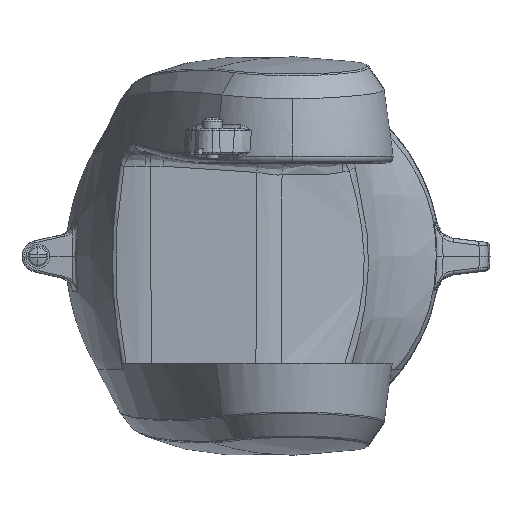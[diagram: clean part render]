
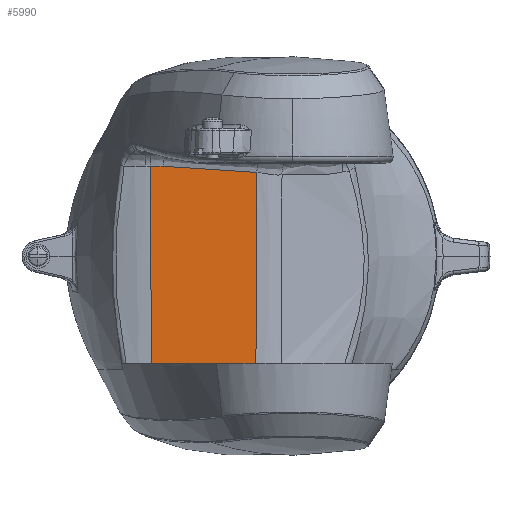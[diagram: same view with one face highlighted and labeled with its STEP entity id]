
A CAD part, top view. The second image highlights one B-rep face of the part: STEP entity #5990.
In plain terms, the highlighted planar face has unit normal (0, -0.018, 1).
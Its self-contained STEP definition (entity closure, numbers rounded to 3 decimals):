
#1449 = CARTESIAN_POINT ( 'NONE',  ( -51.507, 45.248, 112.672 ) ) ;
#1820 = CARTESIAN_POINT ( 'NONE',  ( -51.998, 150.075, 114.501 ) ) ;
#1875 = CARTESIAN_POINT ( 'NONE',  ( -47.714, 45.264, 112.672 ) ) ;
#2783 = CARTESIAN_POINT ( 'NONE',  ( -16.019, 42.862, 112.63 ) ) ;
#2928 = CARTESIAN_POINT ( 'NONE',  ( -31.897, 43.789, 112.646 ) ) ;
#3205 = CARTESIAN_POINT ( 'NONE',  ( -33.003, 43.876, 112.648 ) ) ;
#3341 = CARTESIAN_POINT ( 'NONE',  ( -45.121, 45.129, 112.669 ) ) ;
#4001 = LINE ( 'NONE', #1820, #14004 ) ;
#4063 = EDGE_CURVE ( 'NONE', #6315, #13459, #12809, .T. ) ;
#4547 = EDGE_CURVE ( 'NONE', #19613, #6315, #4001, .T. ) ;
#5104 = CARTESIAN_POINT ( 'NONE',  ( -32.563, 43.841, 112.647 ) ) ;
#5382 = CARTESIAN_POINT ( 'NONE',  ( -23.87, 43.256, 112.637 ) ) ;
#5946 = CARTESIAN_POINT ( 'NONE',  ( -46.156, 45.226, 112.671 ) ) ;
#5990 = ADVANCED_FACE ( 'NONE', ( #12419 ), #18854, .T. ) ;
#6029 = EDGE_CURVE ( 'NONE', #13459, #25755, #20161, .T. ) ;
#6036 = DIRECTION ( 'NONE',  ( 0.005, -1., -0.017 ) ) ;
#6315 = VERTEX_POINT ( 'NONE', #10200 ) ;
#6512 = VECTOR ( 'NONE', #21727, 1000. ) ;
#6976 = VERTEX_POINT ( 'NONE', #26895 ) ;
#7715 = CARTESIAN_POINT ( 'NONE',  ( -21.616, 43.136, 112.635 ) ) ;
#7863 = CARTESIAN_POINT ( 'NONE',  ( 1.937, 42.033, 112.615 ) ) ;
#8009 = CARTESIAN_POINT ( 'NONE',  ( -48.06, 45.261, 112.672 ) ) ;
#8597 = CARTESIAN_POINT ( 'NONE',  ( 1.481, -54., 110.939 ) ) ;
#8625 = ORIENTED_EDGE ( 'NONE', *, *, #4063, .T. ) ;
#10057 = CARTESIAN_POINT ( 'NONE',  ( 0.587, 42.106, 112.617 ) ) ;
#10200 = CARTESIAN_POINT ( 'NONE',  ( -51.043, -54., 110.939 ) ) ;
#10227 = CARTESIAN_POINT ( 'NONE',  ( 8., 150., 114.5 ) ) ;
#10490 = CARTESIAN_POINT ( 'NONE',  ( -45.364, 45.161, 112.67 ) ) ;
#10801 = CARTESIAN_POINT ( 'NONE',  ( 1.785, 10.022, 112.057 ) ) ;
#11135 = AXIS2_PLACEMENT_3D ( 'NONE', #10227, #19141, #19282 ) ;
#11681 = CARTESIAN_POINT ( 'NONE',  ( -37.609, 44.251, 112.654 ) ) ;
#11831 = CARTESIAN_POINT ( 'NONE',  ( -41.504, 44.657, 112.661 ) ) ;
#11969 = CARTESIAN_POINT ( 'NONE',  ( -30.307, 43.669, 112.644 ) ) ;
#12109 = CARTESIAN_POINT ( 'NONE',  ( -33.177, 43.89, 112.648 ) ) ;
#12419 = FACE_OUTER_BOUND ( 'NONE', #24755, .T. ) ;
#12667 = CARTESIAN_POINT ( 'NONE',  ( 8., -54., 110.939 ) ) ;
#12809 = LINE ( 'NONE', #12667, #6512 ) ;
#13459 = VERTEX_POINT ( 'NONE', #20527 ) ;
#13531 = ORIENTED_EDGE ( 'NONE', *, *, #21722, .T. ) ;
#14004 = VECTOR ( 'NONE', #6036, 1000. ) ;
#14443 = CARTESIAN_POINT ( 'NONE',  ( -20.496, 43.079, 112.634 ) ) ;
#16028 = EDGE_CURVE ( 'NONE', #25755, #6976, #27884, .T. ) ;
#16239 = CARTESIAN_POINT ( 'NONE',  ( -26.978, 43.439, 112.64 ) ) ;
#16653 = CARTESIAN_POINT ( 'NONE',  ( -1.903, 42.23, 112.619 ) ) ;
#16756 = CARTESIAN_POINT ( 'NONE',  ( 1.937, 42.033, 112.615 ) ) ;
#16799 = CARTESIAN_POINT ( 'NONE',  ( -46.616, 45.248, 112.672 ) ) ;
#17362 = CARTESIAN_POINT ( 'NONE',  ( -45.746, 45.2, 112.671 ) ) ;
#17698 = ORIENTED_EDGE ( 'NONE', *, *, #16028, .T. ) ;
#18558 = CARTESIAN_POINT ( 'NONE',  ( -5.092, 42.377, 112.621 ) ) ;
#18832 = CARTESIAN_POINT ( 'NONE',  ( -21.402, 43.125, 112.634 ) ) ;
#18854 = PLANE ( 'NONE',  #11135 ) ;
#19141 = DIRECTION ( 'NONE',  ( 0., -0.017, 1. ) ) ;
#19282 = DIRECTION ( 'NONE',  ( 0., 1., 0.017 ) ) ;
#19613 = VERTEX_POINT ( 'NONE', #26291 ) ;
#20161 = B_SPLINE_CURVE_WITH_KNOTS ( 'NONE', 3,
 ( #8597, #24532, #10801, #24238 ),
 .UNSPECIFIED., .F., .F.,
 ( 4, 4 ),
 ( 0., 1. ),
 .UNSPECIFIED. ) ;
#20298 = ORIENTED_EDGE ( 'NONE', *, *, #4547, .T. ) ;
#20527 = CARTESIAN_POINT ( 'NONE',  ( 1.481, -54., 110.939 ) ) ;
#21722 = EDGE_CURVE ( 'NONE', #6976, #19613, #22020, .T. ) ;
#21727 = DIRECTION ( 'NONE',  ( 1., 0., 0. ) ) ;
#22020 = B_SPLINE_CURVE_WITH_KNOTS ( 'NONE', 3,
 ( #26258, #10490, #17362, #5946, #23643, #16799, #26113, #25699, #1875, #8009, #28026, #23935, #1449 ),
 .UNSPECIFIED., .F., .F.,
 ( 4, 1, 2, 2, 2, 2, 4 ),
 ( 0., 0.125, 0.187, 0.25, 0.375, 0.5, 1. ),
 .UNSPECIFIED. ) ;
#22934 = CARTESIAN_POINT ( 'NONE',  ( -21.605, 43.136, 112.635 ) ) ;
#23075 = CARTESIAN_POINT ( 'NONE',  ( -19.156, 43.012, 112.633 ) ) ;
#23351 = CARTESIAN_POINT ( 'NONE',  ( -21.109, 43.11, 112.634 ) ) ;
#23643 = CARTESIAN_POINT ( 'NONE',  ( -46.435, 45.241, 112.671 ) ) ;
#23935 = CARTESIAN_POINT ( 'NONE',  ( -50.45, 45.206, 112.671 ) ) ;
#24238 = CARTESIAN_POINT ( 'NONE',  ( 1.937, 42.033, 112.615 ) ) ;
#24532 = CARTESIAN_POINT ( 'NONE',  ( 1.633, -21.989, 111.498 ) ) ;
#24755 = EDGE_LOOP ( 'NONE', ( #20298, #8625, #26195, #17698, #13531 ) ) ;
#25553 = CARTESIAN_POINT ( 'NONE',  ( -7.374, 42.48, 112.623 ) ) ;
#25695 = CARTESIAN_POINT ( 'NONE',  ( -12.55, 42.706, 112.627 ) ) ;
#25699 = CARTESIAN_POINT ( 'NONE',  ( -47.18, 45.262, 112.672 ) ) ;
#25755 = VERTEX_POINT ( 'NONE', #16756 ) ;
#26113 = CARTESIAN_POINT ( 'NONE',  ( -46.939, 45.258, 112.672 ) ) ;
#26195 = ORIENTED_EDGE ( 'NONE', *, *, #6029, .T. ) ;
#26258 = CARTESIAN_POINT ( 'NONE',  ( -45.121, 45.129, 112.669 ) ) ;
#26291 = CARTESIAN_POINT ( 'NONE',  ( -51.507, 45.248, 112.672 ) ) ;
#26895 = CARTESIAN_POINT ( 'NONE',  ( -45.121, 45.129, 112.669 ) ) ;
#27444 = CARTESIAN_POINT ( 'NONE',  ( -8.559, 42.532, 112.624 ) ) ;
#27725 = CARTESIAN_POINT ( 'NONE',  ( -21.524, 43.132, 112.635 ) ) ;
#27884 = B_SPLINE_CURVE_WITH_KNOTS ( 'NONE', 3,
 ( #7863, #10057, #16653, #18558, #25553, #27444, #25695, #2783, #23075, #14443, #23351, #18832, #27725, #22934, #7715, #5382, #16239, #11969, #2928, #5104, #3205, #12109, #11681, #11831, #3341 ),
 .UNSPECIFIED., .F., .F.,
 ( 4, 1, 2, 2, 1, 1, 1, 1, 1, 2, 2, 1, 1, 1, 2, 2, 4 ),
 ( 0., 0.125, 0.188, 0.25, 0.375, 0.438, 0.469, 0.484, 0.492, 0.496, 0.5, 0.625, 0.688, 0.719, 0.734, 0.75, 1. ),
 .UNSPECIFIED. ) ;
#28026 = CARTESIAN_POINT ( 'NONE',  ( -49.389, 45.242, 112.671 ) ) ;
